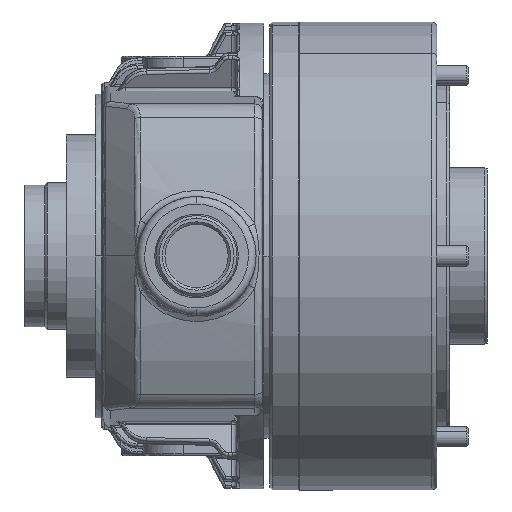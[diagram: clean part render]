
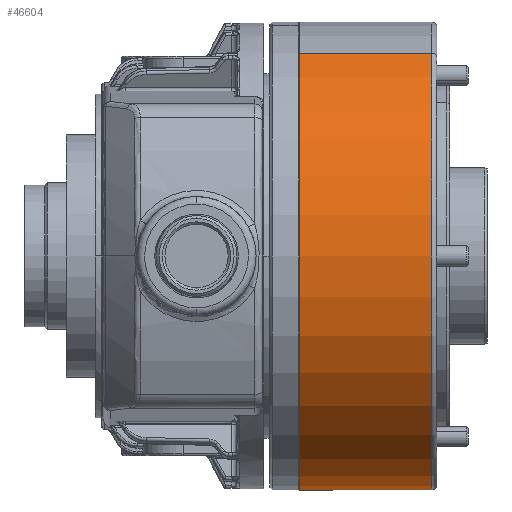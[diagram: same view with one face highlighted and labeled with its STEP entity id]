
A CAD part, front view. The second image highlights one B-rep face of the part: STEP entity #46604.
In plain terms, the highlighted cylindrical face has radius 92.5 mm (diameter 185 mm), a partial arc.
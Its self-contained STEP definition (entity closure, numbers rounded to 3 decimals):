
#1570 = DIRECTION ( 'NONE',  ( 1., 0., 0. ) ) ;
#2182 = CARTESIAN_POINT ( 'NONE',  ( 0.3, 0., 92.5 ) ) ;
#6024 = VECTOR ( 'NONE', #17968, 1000. ) ;
#9151 = VECTOR ( 'NONE', #27601, 1000. ) ;
#11538 = VERTEX_POINT ( 'NONE', #32011 ) ;
#15192 = CYLINDRICAL_SURFACE ( 'NONE', #57848, 92.5 ) ;
#17968 = DIRECTION ( 'NONE',  ( 1., 0., 0. ) ) ;
#18165 = ORIENTED_EDGE ( 'NONE', *, *, #29798, .T. ) ;
#19335 = CARTESIAN_POINT ( 'NONE',  ( 52.5, 0., -92.5 ) ) ;
#19457 = CARTESIAN_POINT ( 'NONE',  ( 52.5, 0., 92.5 ) ) ;
#20268 = DIRECTION ( 'NONE',  ( 1., 0., 0. ) ) ;
#20398 = EDGE_LOOP ( 'NONE', ( #49074, #18165, #64723, #32674 ) ) ;
#25222 = EDGE_CURVE ( 'NONE', #50746, #52380, #62332, .T. ) ;
#25319 = EDGE_CURVE ( 'NONE', #11538, #32805, #57583, .T. ) ;
#27120 = CARTESIAN_POINT ( 'NONE',  ( 52.5, 0., 0. ) ) ;
#27601 = DIRECTION ( 'NONE',  ( 1., 0., 0. ) ) ;
#29798 = EDGE_CURVE ( 'NONE', #50746, #11538, #61290, .T. ) ;
#29894 = EDGE_CURVE ( 'NONE', #32805, #52380, #33102, .T. ) ;
#30303 = DIRECTION ( 'NONE',  ( 0., 0., -1. ) ) ;
#31494 = CARTESIAN_POINT ( 'NONE',  ( 0.3, 0., 0. ) ) ;
#32011 = CARTESIAN_POINT ( 'NONE',  ( 0.3, 0., -92.5 ) ) ;
#32136 = DIRECTION ( 'NONE',  ( 0., 0., -1. ) ) ;
#32674 = ORIENTED_EDGE ( 'NONE', *, *, #29894, .T. ) ;
#32805 = VERTEX_POINT ( 'NONE', #19335 ) ;
#33102 = CIRCLE ( 'NONE', #58225, 92.5 ) ;
#34814 = FACE_OUTER_BOUND ( 'NONE', #20398, .T. ) ;
#34848 = AXIS2_PLACEMENT_3D ( 'NONE', #31494, #1570, #36555 ) ;
#36555 = DIRECTION ( 'NONE',  ( 0., 0., 1. ) ) ;
#46604 = ADVANCED_FACE ( 'NONE', ( #34814 ), #15192, .T. ) ;
#49074 = ORIENTED_EDGE ( 'NONE', *, *, #25222, .F. ) ;
#50746 = VERTEX_POINT ( 'NONE', #2182 ) ;
#52380 = VERTEX_POINT ( 'NONE', #19457 ) ;
#57506 = CARTESIAN_POINT ( 'NONE',  ( 145.436, 0., 92.5 ) ) ;
#57583 = LINE ( 'NONE', #57920, #6024 ) ;
#57848 = AXIS2_PLACEMENT_3D ( 'NONE', #60233, #20268, #30303 ) ;
#57920 = CARTESIAN_POINT ( 'NONE',  ( 145.436, 0., -92.5 ) ) ;
#58225 = AXIS2_PLACEMENT_3D ( 'NONE', #27120, #62071, #32136 ) ;
#60233 = CARTESIAN_POINT ( 'NONE',  ( 145.436, 0., 0. ) ) ;
#61290 = CIRCLE ( 'NONE', #34848, 92.5 ) ;
#62071 = DIRECTION ( 'NONE',  ( -1., 0., 0. ) ) ;
#62332 = LINE ( 'NONE', #57506, #9151 ) ;
#64723 = ORIENTED_EDGE ( 'NONE', *, *, #25319, .T. ) ;
